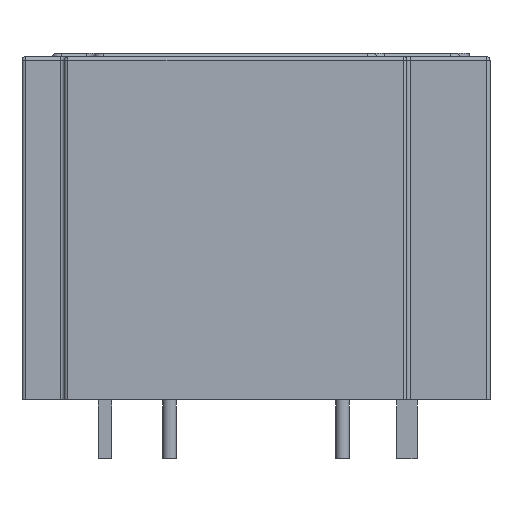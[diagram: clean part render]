
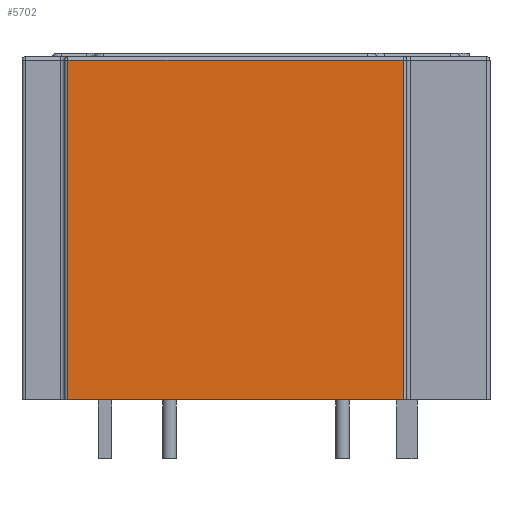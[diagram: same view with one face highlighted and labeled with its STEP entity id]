
A CAD part, front view. The second image highlights one B-rep face of the part: STEP entity #5702.
In plain terms, the highlighted planar face has unit normal (0, -1, 0).
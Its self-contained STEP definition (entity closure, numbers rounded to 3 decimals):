
#169 = VECTOR ( 'NONE', #6610, 1000. ) ;
#212 = LINE ( 'NONE', #10339, #15845 ) ;
#230 = DIRECTION ( 'NONE',  ( 0., 0., -1. ) ) ;
#321 = LINE ( 'NONE', #9224, #17557 ) ;
#489 = CARTESIAN_POINT ( 'NONE',  ( -11.1, -21.7, 0. ) ) ;
#1055 = FACE_OUTER_BOUND ( 'NONE', #13782, .T. ) ;
#1849 = ORIENTED_EDGE ( 'NONE', *, *, #10499, .T. ) ;
#1913 = DIRECTION ( 'NONE',  ( -1., 0., 0. ) ) ;
#2373 = DIRECTION ( 'NONE',  ( 0., 1., 0. ) ) ;
#3438 = EDGE_CURVE ( 'NONE', #16321, #4079, #9993, .T. ) ;
#3864 = VERTEX_POINT ( 'NONE', #6822 ) ;
#4079 = VERTEX_POINT ( 'NONE', #489 ) ;
#4963 = EDGE_CURVE ( 'NONE', #4079, #7540, #321, .T. ) ;
#5197 = CARTESIAN_POINT ( 'NONE',  ( -11.1, -21.7, 20. ) ) ;
#5702 = ADVANCED_FACE ( 'NONE', ( #1055 ), #12075, .F. ) ;
#6610 = DIRECTION ( 'NONE',  ( 0., 0., 1. ) ) ;
#6822 = CARTESIAN_POINT ( 'NONE',  ( 8.7, -21.7, 20. ) ) ;
#7540 = VERTEX_POINT ( 'NONE', #14537 ) ;
#8008 = CARTESIAN_POINT ( 'NONE',  ( 8.7, -21.7, 20.4 ) ) ;
#8567 = ORIENTED_EDGE ( 'NONE', *, *, #4963, .T. ) ;
#8687 = CARTESIAN_POINT ( 'NONE',  ( -11.1, -21.7, 20.4 ) ) ;
#8867 = DIRECTION ( 'NONE',  ( 1., 0., 0. ) ) ;
#9005 = EDGE_CURVE ( 'NONE', #3864, #16321, #212, .T. ) ;
#9189 = AXIS2_PLACEMENT_3D ( 'NONE', #16830, #2373, #15419 ) ;
#9224 = CARTESIAN_POINT ( 'NONE',  ( 8.9, -21.7, 0. ) ) ;
#9993 = LINE ( 'NONE', #8687, #13753 ) ;
#10339 = CARTESIAN_POINT ( 'NONE',  ( -11.3, -21.7, 20. ) ) ;
#10499 = EDGE_CURVE ( 'NONE', #7540, #3864, #16902, .T. ) ;
#10582 = ORIENTED_EDGE ( 'NONE', *, *, #3438, .T. ) ;
#12075 = PLANE ( 'NONE',  #9189 ) ;
#13753 = VECTOR ( 'NONE', #230, 1000. ) ;
#13782 = EDGE_LOOP ( 'NONE', ( #8567, #1849, #15340, #10582 ) ) ;
#14537 = CARTESIAN_POINT ( 'NONE',  ( 8.7, -21.7, 0. ) ) ;
#15340 = ORIENTED_EDGE ( 'NONE', *, *, #9005, .T. ) ;
#15419 = DIRECTION ( 'NONE',  ( 0., 0., 1. ) ) ;
#15845 = VECTOR ( 'NONE', #1913, 1000. ) ;
#16321 = VERTEX_POINT ( 'NONE', #5197 ) ;
#16830 = CARTESIAN_POINT ( 'NONE',  ( 8.9, -21.7, 20.4 ) ) ;
#16902 = LINE ( 'NONE', #8008, #169 ) ;
#17557 = VECTOR ( 'NONE', #8867, 1000. ) ;
